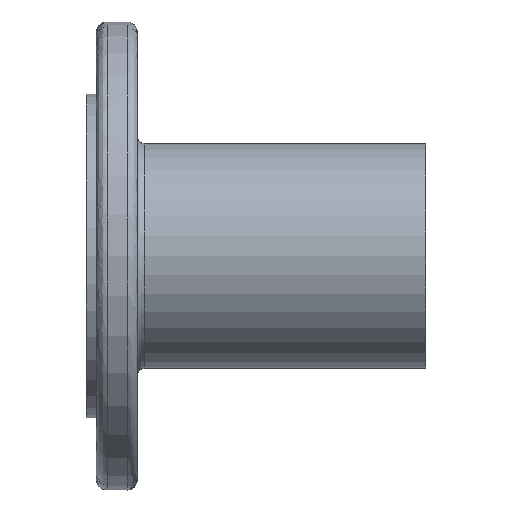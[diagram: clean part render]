
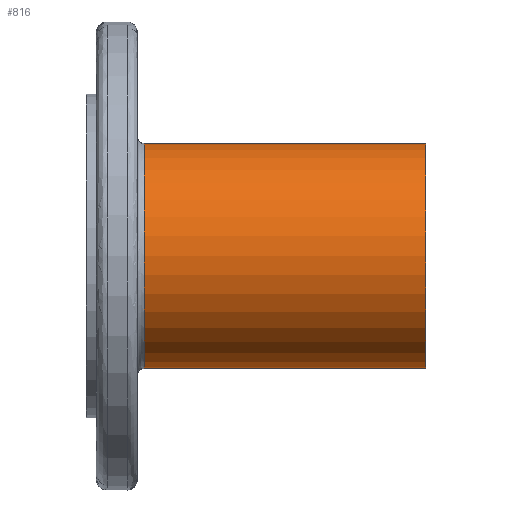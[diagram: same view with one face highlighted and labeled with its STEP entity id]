
A CAD part, top view. The second image highlights one B-rep face of the part: STEP entity #816.
In plain terms, the highlighted cylindrical face has radius 55 mm (diameter 110 mm), a partial arc.
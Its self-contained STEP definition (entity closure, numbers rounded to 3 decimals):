
#126=LINE('',#1378,#167);
#127=LINE('',#1381,#168);
#167=VECTOR('',#1053,304.8);
#168=VECTOR('',#1056,304.8);
#202=CYLINDRICAL_SURFACE('',#887,55.);
#238=FACE_OUTER_BOUND('',#284,.T.);
#284=EDGE_LOOP('',(#627,#628,#629,#630));
#346=CIRCLE('',#884,55.);
#348=CIRCLE('',#888,55.);
#413=VERTEX_POINT('',#1369);
#414=VERTEX_POINT('',#1371);
#415=VERTEX_POINT('',#1377);
#416=VERTEX_POINT('',#1379);
#488=EDGE_CURVE('',#414,#413,#346,.T.);
#489=EDGE_CURVE('',#413,#415,#126,.T.);
#491=EDGE_CURVE('',#416,#414,#127,.T.);
#492=EDGE_CURVE('',#416,#415,#348,.T.);
#627=ORIENTED_EDGE('',*,*,#488,.F.);
#628=ORIENTED_EDGE('',*,*,#491,.F.);
#629=ORIENTED_EDGE('',*,*,#492,.T.);
#630=ORIENTED_EDGE('',*,*,#489,.F.);
#816=ADVANCED_FACE('',(#238),#202,.T.);
#884=AXIS2_PLACEMENT_3D('',#1375,#1049,#1050);
#887=AXIS2_PLACEMENT_3D('',#1382,#1057,#1058);
#888=AXIS2_PLACEMENT_3D('',#1383,#1059,#1060);
#1049=DIRECTION('center_axis',(1.,0.,0.));
#1050=DIRECTION('ref_axis',(0.,1.,0.));
#1053=DIRECTION('',(-1.,0.,0.));
#1056=DIRECTION('',(1.,0.,0.));
#1057=DIRECTION('center_axis',(-1.,0.,0.));
#1058=DIRECTION('ref_axis',(0.,1.,0.));
#1059=DIRECTION('center_axis',(1.,0.,0.));
#1060=DIRECTION('ref_axis',(0.,1.,0.));
#1369=CARTESIAN_POINT('',(166.,-55.,0.));
#1371=CARTESIAN_POINT('',(166.,55.,0.));
#1375=CARTESIAN_POINT('Origin',(166.,0.,0.));
#1377=CARTESIAN_POINT('',(28.298,-55.,0.));
#1378=CARTESIAN_POINT('',(166.,-55.,0.));
#1379=CARTESIAN_POINT('',(28.298,55.,0.));
#1381=CARTESIAN_POINT('',(28.298,55.,0.));
#1382=CARTESIAN_POINT('Origin',(135.727,0.,0.));
#1383=CARTESIAN_POINT('Origin',(28.298,0.,0.));
